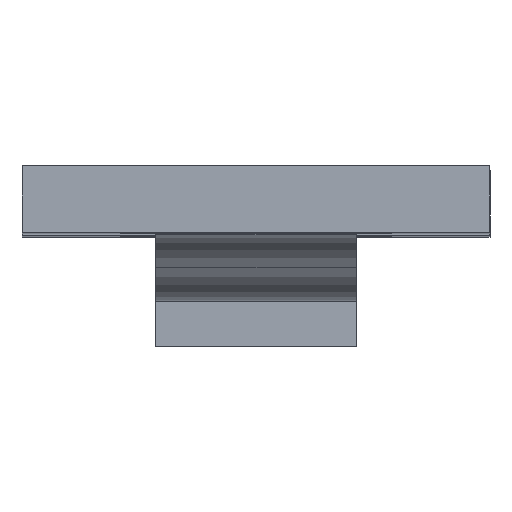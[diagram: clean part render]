
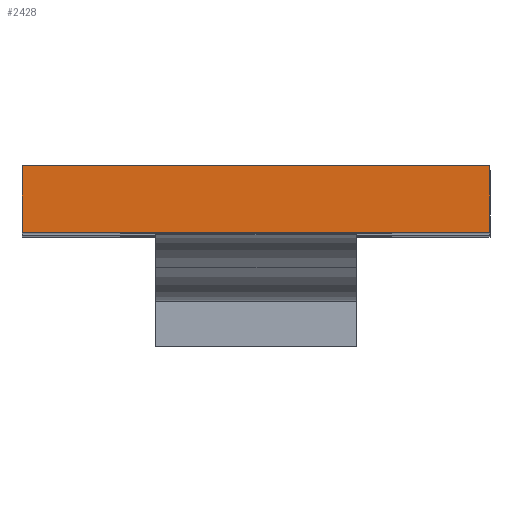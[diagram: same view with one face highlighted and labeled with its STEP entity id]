
A CAD part, top view. The second image highlights one B-rep face of the part: STEP entity #2428.
In plain terms, the highlighted planar face has unit normal (0, 0, 1).
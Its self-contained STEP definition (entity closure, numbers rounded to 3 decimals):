
#140=FACE_OUTER_BOUND('',#271,.T.);
#271=EDGE_LOOP('',(#1849,#1850,#1851,#1852));
#470=LINE('',#3531,#790);
#477=LINE('',#3545,#797);
#490=LINE('',#3580,#810);
#506=LINE('',#3617,#826);
#790=VECTOR('',#2870,10.);
#797=VECTOR('',#2879,10.);
#810=VECTOR('',#2914,10.);
#826=VECTOR('',#2956,10.);
#1078=VERTEX_POINT('',#3528);
#1079=VERTEX_POINT('',#3530);
#1084=VERTEX_POINT('',#3542);
#1085=VERTEX_POINT('',#3544);
#1347=EDGE_CURVE('',#1079,#1078,#470,.T.);
#1354=EDGE_CURVE('',#1085,#1084,#477,.T.);
#1372=EDGE_CURVE('',#1084,#1079,#490,.T.);
#1392=EDGE_CURVE('',#1078,#1085,#506,.T.);
#1849=ORIENTED_EDGE('',*,*,#1347,.T.);
#1850=ORIENTED_EDGE('',*,*,#1392,.T.);
#1851=ORIENTED_EDGE('',*,*,#1354,.T.);
#1852=ORIENTED_EDGE('',*,*,#1372,.T.);
#2315=PLANE('',#2576);
#2428=ADVANCED_FACE('',(#140),#2315,.F.);
#2576=AXIS2_PLACEMENT_3D('',#3616,#2954,#2955);
#2870=DIRECTION('',(0.,1.,0.));
#2879=DIRECTION('',(0.,-1.,0.));
#2914=DIRECTION('',(1.,0.,0.));
#2954=DIRECTION('center_axis',(0.,0.,
-1.));
#2955=DIRECTION('ref_axis',(-1.,0.,0.));
#2956=DIRECTION('',(-1.,0.,0.));
#3528=CARTESIAN_POINT('',(10.5,2.,120.8));
#3530=CARTESIAN_POINT('',(10.5,-1.,120.8));
#3531=CARTESIAN_POINT('',(10.5,-0.25,120.8));
#3542=CARTESIAN_POINT('',(-10.5,-1.,120.8));
#3544=CARTESIAN_POINT('',(-10.5,2.,120.8));
#3545=CARTESIAN_POINT('',(-10.5,1.25,120.8));
#3580=CARTESIAN_POINT('',(-5.25,-1.,120.8));
#3616=CARTESIAN_POINT('Origin',(0.,0.5,
120.8));
#3617=CARTESIAN_POINT('',(5.25,2.,120.8));
